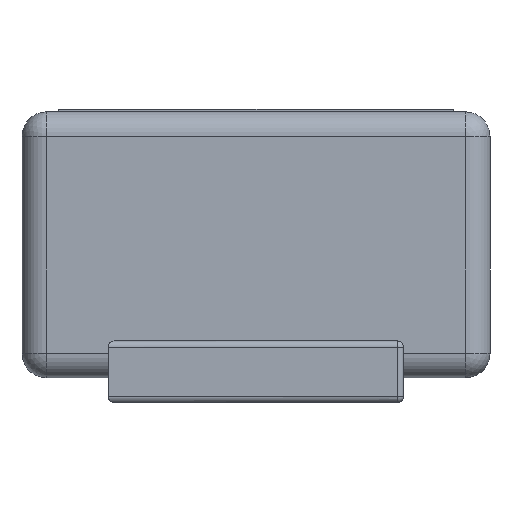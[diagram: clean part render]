
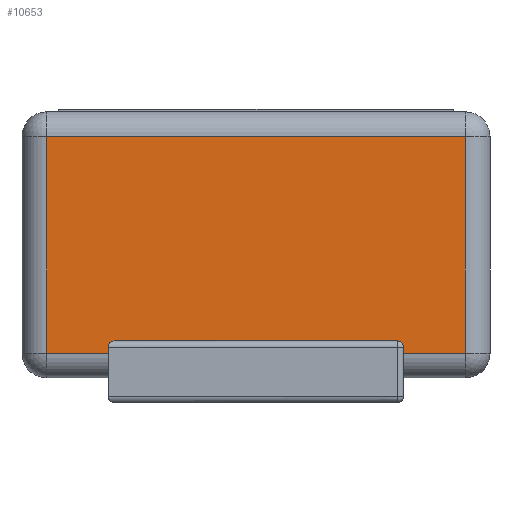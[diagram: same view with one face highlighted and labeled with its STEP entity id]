
A CAD part, left-side view. The second image highlights one B-rep face of the part: STEP entity #10653.
In plain terms, the highlighted planar face has unit normal (-1, 0, 0).
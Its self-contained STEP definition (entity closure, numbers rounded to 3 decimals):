
#1439=PLANE('',#10875);
#2104=LINE('',#22659,#2789);
#2106=LINE('',#22669,#2791);
#2107=LINE('',#22671,#2792);
#2108=LINE('',#22672,#2793);
#2789=VECTOR('',#11921,10.);
#2791=VECTOR('',#11933,10.);
#2792=VECTOR('',#11934,10.);
#2793=VECTOR('',#11935,10.);
#3419=FACE_OUTER_BOUND('',#4030,.T.);
#4030=EDGE_LOOP('',(#9946,#9947,#9948,#9949));
#5159=VERTEX_POINT('',#22651);
#5162=VERTEX_POINT('',#22658);
#5165=VERTEX_POINT('',#22668);
#5166=VERTEX_POINT('',#22670);
#6761=EDGE_CURVE('',#5159,#5162,#2104,.T.);
#6766=EDGE_CURVE('',#5165,#5159,#2106,.T.);
#6767=EDGE_CURVE('',#5166,#5165,#2107,.T.);
#6768=EDGE_CURVE('',#5162,#5166,#2108,.T.);
#9946=ORIENTED_EDGE('',*,*,#6761,.F.);
#9947=ORIENTED_EDGE('',*,*,#6766,.F.);
#9948=ORIENTED_EDGE('',*,*,#6767,.F.);
#9949=ORIENTED_EDGE('',*,*,#6768,.F.);
#10653=ADVANCED_FACE('',(#3419),#1439,.T.);
#10875=AXIS2_PLACEMENT_3D('',#22667,#11931,#11932);
#11921=DIRECTION('',(0.,1.,0.));
#11931=DIRECTION('center_axis',(-1.,0.,0.));
#11932=DIRECTION('ref_axis',(0.,-1.,0.));
#11933=DIRECTION('',(0.,0.,-1.));
#11934=DIRECTION('',(0.,-1.,0.));
#11935=DIRECTION('',(0.,0.,1.));
#22651=CARTESIAN_POINT('',(-1.45,-0.85,0.2));
#22658=CARTESIAN_POINT('',(-1.45,0.85,0.2));
#22659=CARTESIAN_POINT('',(-1.45,0.475,0.2));
#22667=CARTESIAN_POINT('Origin',(-1.45,0.95,0.1));
#22668=CARTESIAN_POINT('',(-1.45,-0.85,1.08));
#22669=CARTESIAN_POINT('',(-1.45,-0.85,0.1));
#22670=CARTESIAN_POINT('',(-1.45,0.85,1.08));
#22671=CARTESIAN_POINT('',(-1.45,0.475,1.08));
#22672=CARTESIAN_POINT('',(-1.45,0.85,0.1));
